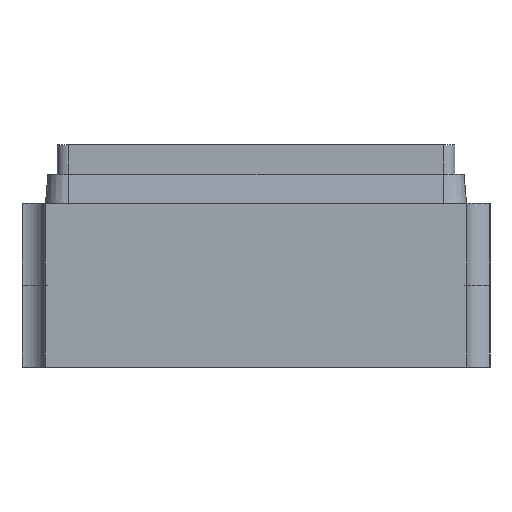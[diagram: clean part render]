
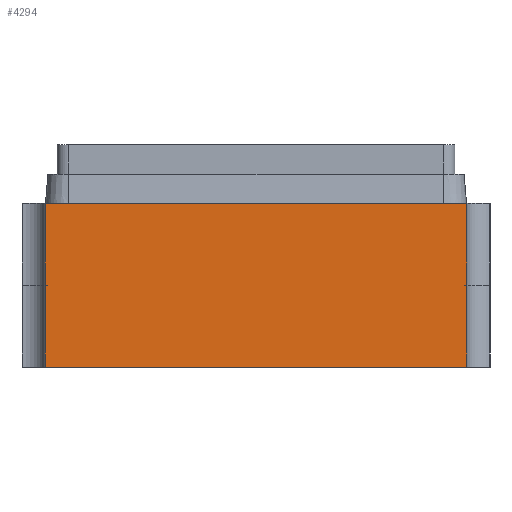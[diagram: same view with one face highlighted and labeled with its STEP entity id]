
A CAD part, left-side view. The second image highlights one B-rep face of the part: STEP entity #4294.
In plain terms, the highlighted planar face has unit normal (-1, 0, 0).
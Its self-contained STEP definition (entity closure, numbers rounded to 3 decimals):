
#510=ORIENTED_EDGE('',*,*,#1346,.T.);
#511=ORIENTED_EDGE('',*,*,#1266,.F.);
#512=ORIENTED_EDGE('',*,*,#1327,.F.);
#513=ORIENTED_EDGE('',*,*,#1360,.F.);
#514=ORIENTED_EDGE('',*,*,#1358,.T.);
#515=ORIENTED_EDGE('',*,*,#1240,.T.);
#1240=EDGE_CURVE('',#1712,#1717,#2031,.T.);
#1266=EDGE_CURVE('',#1729,#1735,#2056,.T.);
#1327=EDGE_CURVE('',#1775,#1729,#2111,.T.);
#1346=EDGE_CURVE('',#1717,#1735,#2124,.T.);
#1358=EDGE_CURVE('',#1791,#1712,#2135,.T.);
#1360=EDGE_CURVE('',#1791,#1775,#2136,.T.);
#1712=VERTEX_POINT('',#5535);
#1717=VERTEX_POINT('',#5547);
#1729=VERTEX_POINT('',#5582);
#1735=VERTEX_POINT('',#5600);
#1775=VERTEX_POINT('',#5724);
#1791=VERTEX_POINT('',#5784);
#2031=LINE('',#5549,#2343);
#2056=LINE('',#5601,#2368);
#2111=LINE('',#5725,#2423);
#2124=LINE('',#5760,#2436);
#2135=LINE('',#5783,#2447);
#2136=LINE('',#5787,#2448);
#2343=VECTOR('',#4748,1000.);
#2368=VECTOR('',#4793,1000.);
#2423=VECTOR('',#4906,1000.);
#2436=VECTOR('',#4939,1000.);
#2447=VECTOR('',#4968,1000.);
#2448=VECTOR('',#4973,1000.);
#2686=EDGE_LOOP('',(#510,#511,#512,#513,#514,#515));
#2892=FACE_BOUND('',#2686,.T.);
#3088=PLANE('',#4532);
#4294=ADVANCED_FACE('',(#2892),#3088,.F.);
#4532=AXIS2_PLACEMENT_3D('',#5786,#4971,#4972);
#4748=DIRECTION('',(0.,0.,-1.));
#4793=DIRECTION('',(0.,0.,-1.));
#4906=DIRECTION('',(0.,0.,-1.));
#4939=DIRECTION('',(0.,-1.,0.));
#4968=DIRECTION('',(0.,0.,-1.));
#4971=DIRECTION('',(1.,0.,0.));
#4972=DIRECTION('',(0.,0.,-1.));
#4973=DIRECTION('',(0.,-1.,0.));
#5535=CARTESIAN_POINT('',(-1.25,0.9,0.35));
#5547=CARTESIAN_POINT('',(-1.25,0.9,0.));
#5549=CARTESIAN_POINT('',(-1.25,0.9,0.7));
#5582=CARTESIAN_POINT('',(-1.25,-0.9,0.35));
#5600=CARTESIAN_POINT('',(-1.25,-0.9,0.));
#5601=CARTESIAN_POINT('',(-1.25,-0.9,0.7));
#5724=CARTESIAN_POINT('',(-1.25,-0.9,0.7));
#5725=CARTESIAN_POINT('',(-1.25,-0.9,0.7));
#5760=CARTESIAN_POINT('',(-1.25,0.9,0.));
#5783=CARTESIAN_POINT('',(-1.25,0.9,0.7));
#5784=CARTESIAN_POINT('',(-1.25,0.9,0.7));
#5786=CARTESIAN_POINT('',(-1.25,0.9,0.7));
#5787=CARTESIAN_POINT('',(-1.25,0.9,0.7));
